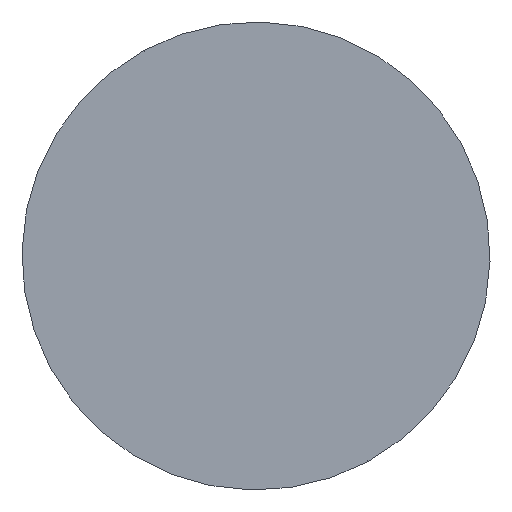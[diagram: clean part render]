
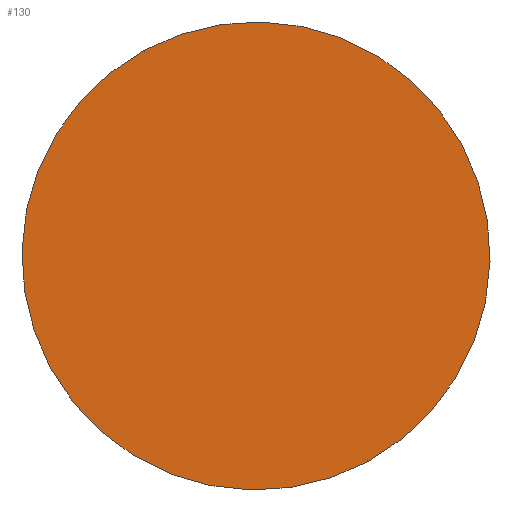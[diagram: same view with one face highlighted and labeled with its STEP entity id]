
A CAD part, top view. The second image highlights one B-rep face of the part: STEP entity #130.
In plain terms, the highlighted planar face has unit normal (0, 0, 1).
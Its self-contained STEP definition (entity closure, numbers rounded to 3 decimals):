
#81=CARTESIAN_POINT('Axis2P3D Location',(0.,0.,5.)) ;
#85=CARTESIAN_POINT('Vertex',(4.794,-8.776,5.)) ;
#87=CARTESIAN_POINT('Vertex',(-4.794,8.776,5.)) ;
#116=CARTESIAN_POINT('Axis2P3D Location',(0.,0.,5.)) ;
#121=CARTESIAN_POINT('Axis2P3D Location',(0.,0.,5.)) ;
#82=DIRECTION('Axis2P3D Direction',(0.,0.,1.)) ;
#117=DIRECTION('Axis2P3D Direction',(0.,0.,1.)) ;
#118=DIRECTION('Axis2P3D XDirection',(1.,0.,0.)) ;
#122=DIRECTION('Axis2P3D Direction',(0.,0.,1.)) ;
#83=AXIS2_PLACEMENT_3D('Circle Axis2P3D',#81,#82,$) ;
#119=AXIS2_PLACEMENT_3D('Plane Axis2P3D',#116,#117,#118) ;
#123=AXIS2_PLACEMENT_3D('Circle Axis2P3D',#121,#122,$) ;
#127=ORIENTED_EDGE('',*,*,#89,.T.) ;
#128=ORIENTED_EDGE('',*,*,#125,.T.) ;
#130=ADVANCED_FACE('Corps principal',(#129),#120,.T.) ;
#84=CIRCLE('generated circle',#83,10.) ;
#124=CIRCLE('generated circle',#123,10.) ;
#89=EDGE_CURVE('',#86,#88,#84,.T.) ;
#125=EDGE_CURVE('',#88,#86,#124,.T.) ;
#126=EDGE_LOOP('',(#127,#128)) ;
#129=FACE_OUTER_BOUND('',#126,.T.) ;
#120=PLANE('',#119) ;
#86=VERTEX_POINT('',#85) ;
#88=VERTEX_POINT('',#87) ;
